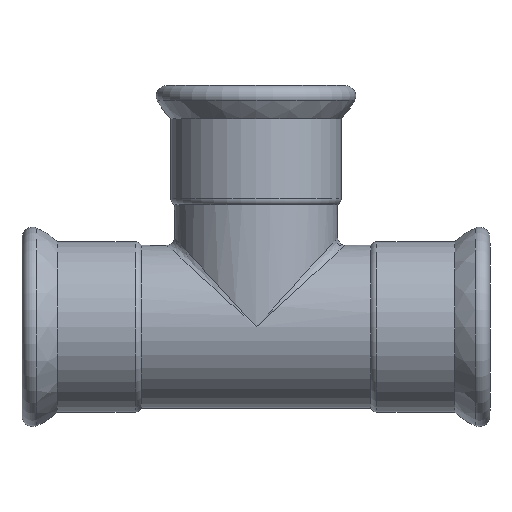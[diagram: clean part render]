
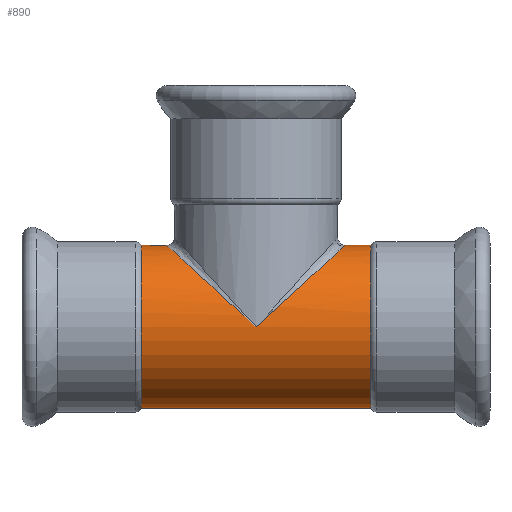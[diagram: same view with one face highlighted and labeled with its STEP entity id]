
A CAD part, front view. The second image highlights one B-rep face of the part: STEP entity #890.
In plain terms, the highlighted cylindrical face has radius 54 mm (diameter 108 mm), a full revolution.
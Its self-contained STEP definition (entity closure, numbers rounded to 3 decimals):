
#15=ELLIPSE('',#1014,79.981,54.);
#17=ELLIPSE('',#1016,79.981,54.);
#44=LINE('',#2429,#65);
#45=LINE('',#2431,#66);
#65=VECTOR('',#1285,54.);
#66=VECTOR('',#1286,54.);
#85=CYLINDRICAL_SURFACE('',#1020,54.);
#133=FACE_OUTER_BOUND('',#178,.T.);
#178=EDGE_LOOP('',(#712,#713,#714,#715,#716,#717,#718,#719,#720,#721,#722,
#723));
#266=CIRCLE('',#1021,54.);
#267=CIRCLE('',#1022,54.);
#268=CIRCLE('',#1023,54.);
#269=CIRCLE('',#1024,54.);
#270=CIRCLE('',#1025,54.);
#271=CIRCLE('',#1026,54.);
#376=VERTEX_POINT('',#2335);
#377=VERTEX_POINT('',#2336);
#379=VERTEX_POINT('',#2424);
#380=VERTEX_POINT('',#2425);
#381=VERTEX_POINT('',#2427);
#382=VERTEX_POINT('',#2430);
#383=VERTEX_POINT('',#2432);
#384=VERTEX_POINT('',#2434);
#500=EDGE_CURVE('',#376,#377,#15,.T.);
#502=EDGE_CURVE('',#377,#376,#17,.T.);
#506=EDGE_CURVE('',#379,#380,#266,.T.);
#507=EDGE_CURVE('',#380,#381,#267,.T.);
#508=EDGE_CURVE('',#381,#377,#44,.T.);
#509=EDGE_CURVE('',#377,#382,#45,.T.);
#510=EDGE_CURVE('',#383,#382,#268,.T.);
#511=EDGE_CURVE('',#384,#383,#269,.T.);
#512=EDGE_CURVE('',#382,#384,#270,.T.);
#513=EDGE_CURVE('',#381,#379,#271,.T.);
#712=ORIENTED_EDGE('',*,*,#506,.T.);
#713=ORIENTED_EDGE('',*,*,#507,.T.);
#714=ORIENTED_EDGE('',*,*,#508,.T.);
#715=ORIENTED_EDGE('',*,*,#500,.F.);
#716=ORIENTED_EDGE('',*,*,#502,.F.);
#717=ORIENTED_EDGE('',*,*,#509,.T.);
#718=ORIENTED_EDGE('',*,*,#510,.F.);
#719=ORIENTED_EDGE('',*,*,#511,.F.);
#720=ORIENTED_EDGE('',*,*,#512,.F.);
#721=ORIENTED_EDGE('',*,*,#509,.F.);
#722=ORIENTED_EDGE('',*,*,#508,.F.);
#723=ORIENTED_EDGE('',*,*,#513,.T.);
#890=ADVANCED_FACE('',(#133),#85,.T.);
#1014=AXIS2_PLACEMENT_3D('',#2337,#1266,#1267);
#1016=AXIS2_PLACEMENT_3D('',#2417,#1270,#1271);
#1020=AXIS2_PLACEMENT_3D('',#2423,#1279,#1280);
#1021=AXIS2_PLACEMENT_3D('',#2426,#1281,#1282);
#1022=AXIS2_PLACEMENT_3D('',#2428,#1283,#1284);
#1023=AXIS2_PLACEMENT_3D('',#2433,#1287,#1288);
#1024=AXIS2_PLACEMENT_3D('',#2435,#1289,#1290);
#1025=AXIS2_PLACEMENT_3D('',#2436,#1291,#1292);
#1026=AXIS2_PLACEMENT_3D('',#2437,#1293,#1294);
#1266=DIRECTION('center_axis',(0.675,0.,0.738));
#1267=DIRECTION('ref_axis',(-0.738,0.,0.675));
#1270=DIRECTION('center_axis',(-0.675,0.,0.738));
#1271=DIRECTION('ref_axis',(0.738,0.,0.675));
#1279=DIRECTION('center_axis',(1.,0.,0.));
#1280=DIRECTION('ref_axis',(0.,1.,0.));
#1281=DIRECTION('center_axis',(1.,0.,0.));
#1282=DIRECTION('ref_axis',(0.,1.,0.));
#1283=DIRECTION('center_axis',(1.,0.,0.));
#1284=DIRECTION('ref_axis',(0.,1.,0.));
#1285=DIRECTION('',(1.,0.,0.));
#1286=DIRECTION('',(1.,0.,0.));
#1287=DIRECTION('center_axis',(1.,0.,0.));
#1288=DIRECTION('ref_axis',(0.,1.,0.));
#1289=DIRECTION('center_axis',(1.,0.,0.));
#1290=DIRECTION('ref_axis',(0.,1.,0.));
#1291=DIRECTION('center_axis',(1.,0.,0.));
#1292=DIRECTION('ref_axis',(0.,1.,0.));
#1293=DIRECTION('center_axis',(1.,0.,0.));
#1294=DIRECTION('ref_axis',(0.,1.,0.));
#2335=CARTESIAN_POINT('',(-155.,54.,0.));
#2336=CARTESIAN_POINT('',(-155.,-54.,0.));
#2337=CARTESIAN_POINT('Origin',(-155.,0.,0.));
#2417=CARTESIAN_POINT('Origin',(-155.,0.,0.));
#2423=CARTESIAN_POINT('Origin',(-220.51,0.,0.));
#2424=CARTESIAN_POINT('',(-231.02,54.,0.));
#2425=CARTESIAN_POINT('',(-231.02,0.,54.));
#2426=CARTESIAN_POINT('Origin',(-231.02,0.,0.));
#2427=CARTESIAN_POINT('',(-231.02,-54.,0.));
#2428=CARTESIAN_POINT('Origin',(-231.02,0.,0.));
#2429=CARTESIAN_POINT('',(-220.51,-54.,0.));
#2430=CARTESIAN_POINT('',(-78.98,-54.,0.));
#2431=CARTESIAN_POINT('',(-220.51,-54.,0.));
#2432=CARTESIAN_POINT('',(-78.98,0.,54.));
#2433=CARTESIAN_POINT('Origin',(-78.98,0.,0.));
#2434=CARTESIAN_POINT('',(-78.98,54.,0.));
#2435=CARTESIAN_POINT('Origin',(-78.98,0.,0.));
#2436=CARTESIAN_POINT('Origin',(-78.98,0.,0.));
#2437=CARTESIAN_POINT('Origin',(-231.02,0.,0.));
